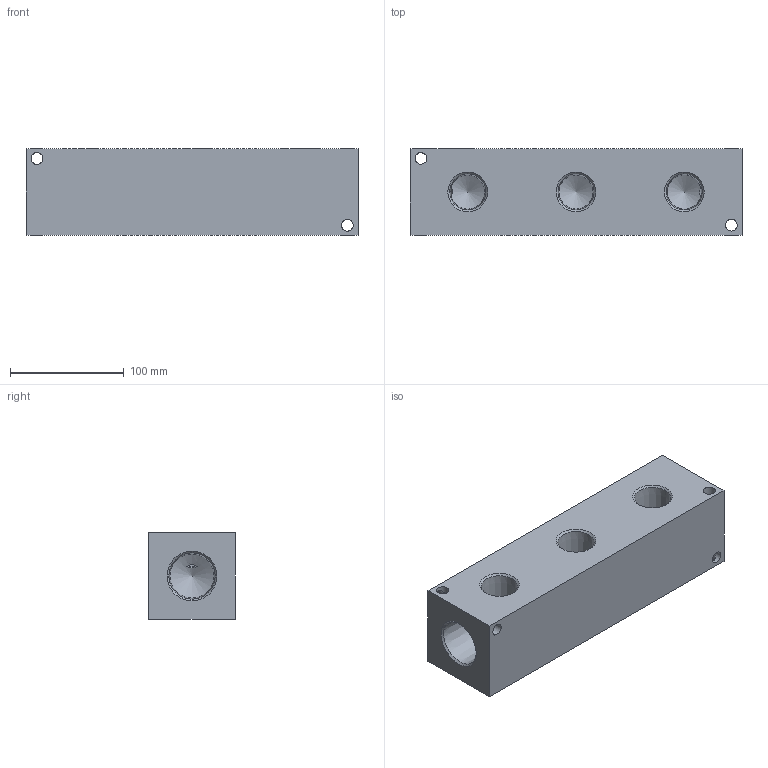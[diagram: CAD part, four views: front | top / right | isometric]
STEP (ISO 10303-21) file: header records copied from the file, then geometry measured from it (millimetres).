
FILE_DESCRIPTION( ( 'STEP AP214' ), ' ' );
FILE_NAME( 'AH0000316P.stp', '2018-07-01T16:25:21', ( '' ), ( '' ), ' ', 'PARTsolutions', ' ' );
FILE_SCHEMA( ( 'AUTOMOTIVE_DESIGN { 1 0 10303 214 1 1 1 1 }' ) );
Length unit declared in the file: inch
Products named in the file (1): _AH0000316P
Bounding box: 292.1 x 76.2 x 76.2 mm (x, y, z)
Volume: 1512402.9 mm3; surface area: 125153.3 mm2
Topology: 1 solids, 1 shells, 137 faces, 384 edges, 250 vertices
Faces by surface type: plane 80, cylinder 42, cone 15
Full cylindrical faces by diameter (mm): 10.414 x8
Entity records: 5386 total; most frequent: CARTESIAN_POINT 801, DIRECTION 718, ORIENTED_EDGE 694, EDGE_CURVE 347, LINE 244, VECTOR 244, VERTEX_POINT 242, AXIS2_PLACEMENT_3D 237
